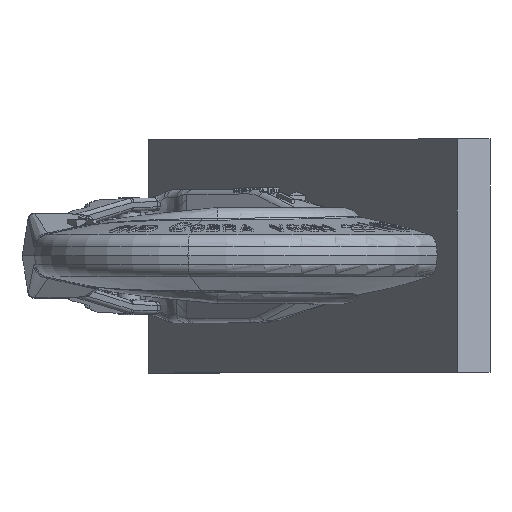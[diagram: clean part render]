
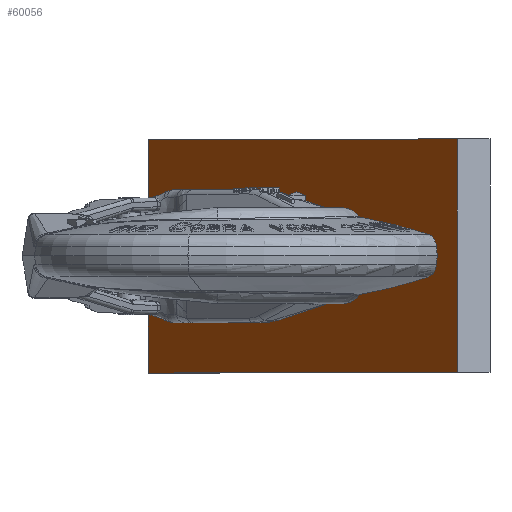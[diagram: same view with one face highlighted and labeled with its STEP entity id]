
A CAD part, top view. The second image highlights one B-rep face of the part: STEP entity #60056.
In plain terms, the highlighted face is planar.
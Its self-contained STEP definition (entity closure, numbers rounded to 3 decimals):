
#59977=DIRECTION('',(0.,-1.,0.));
#59978=VECTOR('',#59977,292.);
#59979=CARTESIAN_POINT('',(-60.,146.,0.));
#59980=LINE('',#59979,#59978);
#59981=DIRECTION('',(1.,0.,0.));
#59982=VECTOR('',#59981,120.);
#59983=CARTESIAN_POINT('',(-60.,-146.,0.));
#59984=LINE('',#59983,#59982);
#59985=DIRECTION('',(0.,1.,0.));
#59986=VECTOR('',#59985,292.);
#59987=CARTESIAN_POINT('',(60.,-146.,0.));
#59988=LINE('',#59987,#59986);
#59989=DIRECTION('',(-1.,0.,0.));
#59990=VECTOR('',#59989,120.);
#59991=CARTESIAN_POINT('',(60.,146.,0.));
#59992=LINE('',#59991,#59990);
#60025=CARTESIAN_POINT('',(-60.,146.,0.));
#60026=CARTESIAN_POINT('',(-60.,-146.,0.));
#60027=VERTEX_POINT('',#60025);
#60028=VERTEX_POINT('',#60026);
#60029=CARTESIAN_POINT('',(60.,-146.,0.));
#60030=VERTEX_POINT('',#60029);
#60031=CARTESIAN_POINT('',(60.,146.,0.));
#60032=VERTEX_POINT('',#60031);
#60041=CARTESIAN_POINT('',(0.,0.,0.));
#60042=DIRECTION('',(0.,0.,1.));
#60043=DIRECTION('',(1.,0.,0.));
#60044=AXIS2_PLACEMENT_3D('',#60041,#60042,#60043);
#60045=PLANE('',#60044);
#60047=ORIENTED_EDGE('',*,*,#60046,.T.);
#60049=ORIENTED_EDGE('',*,*,#60048,.T.);
#60051=ORIENTED_EDGE('',*,*,#60050,.T.);
#60053=ORIENTED_EDGE('',*,*,#60052,.T.);
#60054=EDGE_LOOP('',(#60047,#60049,#60051,#60053));
#60055=FACE_OUTER_BOUND('',#60054,.F.);
#60056=ADVANCED_FACE('',(#60055),#60045,.F.);
#60046=EDGE_CURVE('',#60027,#60028,#59980,.T.);
#60048=EDGE_CURVE('',#60028,#60030,#59984,.T.);
#60050=EDGE_CURVE('',#60030,#60032,#59988,.T.);
#60052=EDGE_CURVE('',#60032,#60027,#59992,.T.);
